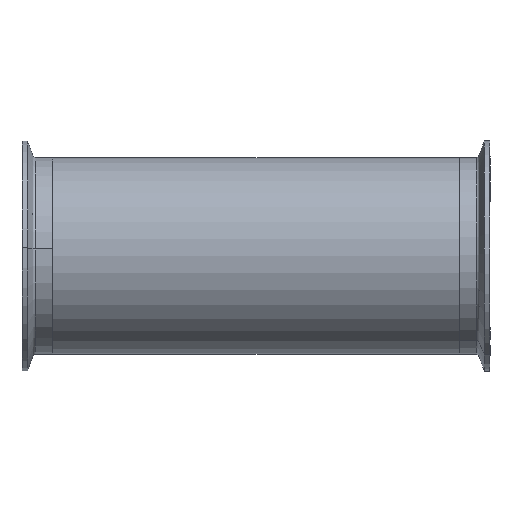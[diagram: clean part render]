
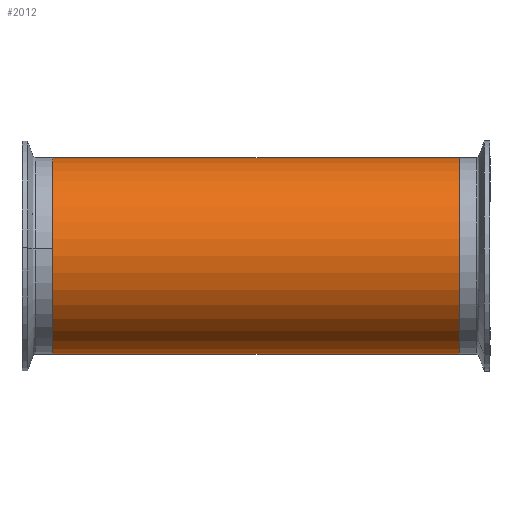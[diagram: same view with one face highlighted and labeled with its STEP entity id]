
A CAD part, front view. The second image highlights one B-rep face of the part: STEP entity #2012.
In plain terms, the highlighted cylindrical face has radius 50.8 mm (diameter 101.6 mm), a partial arc.
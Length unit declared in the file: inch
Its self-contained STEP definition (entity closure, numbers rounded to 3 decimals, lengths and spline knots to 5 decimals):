
#1 = EDGE_CURVE ( 'NONE', #1519, #2803, #1607, .T. ) ;
#58 = ORIENTED_EDGE ( 'NONE', *, *, #2877, .F. ) ;
#193 = FACE_OUTER_BOUND ( 'NONE', #676, .T. ) ;
#323 = CARTESIAN_POINT ( 'NONE',  ( -4.12598, 0., 0. ) ) ;
#364 = CARTESIAN_POINT ( 'NONE',  ( 4.12598, 0., 2. ) ) ;
#458 = VERTEX_POINT ( 'NONE', #2689 ) ;
#499 = AXIS2_PLACEMENT_3D ( 'NONE', #2732, #2725, #2086 ) ;
#517 = DIRECTION ( 'NONE',  ( 0., 0., 1. ) ) ;
#621 = DIRECTION ( 'NONE',  ( -1., 0., 0. ) ) ;
#676 = EDGE_LOOP ( 'NONE', ( #58, #2237, #1132, #2846 ) ) ;
#754 = CARTESIAN_POINT ( 'NONE',  ( 4.12598, 0., 2. ) ) ;
#762 = EDGE_CURVE ( 'NONE', #2803, #458, #2182, .T. ) ;
#775 = DIRECTION ( 'NONE',  ( 1., 0., 0. ) ) ;
#956 = DIRECTION ( 'NONE',  ( -1., 0., 0. ) ) ;
#983 = EDGE_CURVE ( 'NONE', #1519, #2432, #1328, .T. ) ;
#1132 = ORIENTED_EDGE ( 'NONE', *, *, #1, .T. ) ;
#1328 = CIRCLE ( 'NONE', #499, 2. ) ;
#1519 = VERTEX_POINT ( 'NONE', #364 ) ;
#1563 = VECTOR ( 'NONE', #621, 39.37008 ) ;
#1607 = LINE ( 'NONE', #754, #1927 ) ;
#1652 = CARTESIAN_POINT ( 'NONE',  ( 4.12598, 0., 0. ) ) ;
#1840 = AXIS2_PLACEMENT_3D ( 'NONE', #1652, #2715, #517 ) ;
#1927 = VECTOR ( 'NONE', #956, 39.37008 ) ;
#2012 = ADVANCED_FACE ( 'NONE', ( #193 ), #2093, .T. ) ;
#2028 = CARTESIAN_POINT ( 'NONE',  ( -4.12598, 0., 2. ) ) ;
#2086 = DIRECTION ( 'NONE',  ( 0., 0., -1. ) ) ;
#2093 = CYLINDRICAL_SURFACE ( 'NONE', #1840, 2. ) ;
#2182 = CIRCLE ( 'NONE', #2805, 2. ) ;
#2237 = ORIENTED_EDGE ( 'NONE', *, *, #983, .F. ) ;
#2314 = DIRECTION ( 'NONE',  ( 0., 0., -1. ) ) ;
#2389 = CARTESIAN_POINT ( 'NONE',  ( 4.12598, 0., -2. ) ) ;
#2432 = VERTEX_POINT ( 'NONE', #2389 ) ;
#2596 = CARTESIAN_POINT ( 'NONE',  ( 4.12598, 0., -2. ) ) ;
#2689 = CARTESIAN_POINT ( 'NONE',  ( -4.12598, 0., -2. ) ) ;
#2715 = DIRECTION ( 'NONE',  ( -1., 0., 0. ) ) ;
#2725 = DIRECTION ( 'NONE',  ( 1., 0., 0. ) ) ;
#2732 = CARTESIAN_POINT ( 'NONE',  ( 4.12598, 0., 0. ) ) ;
#2734 = LINE ( 'NONE', #2596, #1563 ) ;
#2803 = VERTEX_POINT ( 'NONE', #2028 ) ;
#2805 = AXIS2_PLACEMENT_3D ( 'NONE', #323, #775, #2314 ) ;
#2846 = ORIENTED_EDGE ( 'NONE', *, *, #762, .T. ) ;
#2877 = EDGE_CURVE ( 'NONE', #2432, #458, #2734, .T. ) ;
